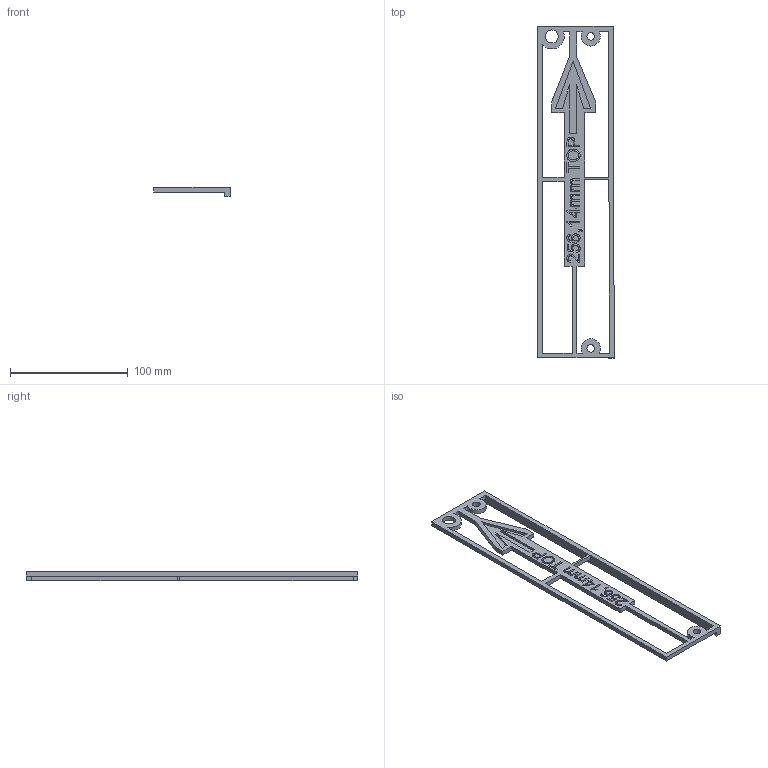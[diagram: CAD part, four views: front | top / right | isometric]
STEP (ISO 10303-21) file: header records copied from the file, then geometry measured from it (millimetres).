
FILE_DESCRIPTION(('HOOPS Exchange Step'),'2;1');
FILE_NAME('temp_export','2024-06-09T18:07:01+02:00',('Hacked'),('Shapr3D Limited'),'HOOPS Exchange 2024.2','Shapr3D','Authorized');
FILE_SCHEMA( ('AUTOMOTIVE_DESIGN { 1 0 10303 214 1 1 1 1 }') );
Length unit declared in the file: millimetre
Products named in the file (6): temp_import.step; root
Assembly tree (5 placements, depth 4):
  root
    temp_import.step
      temp_import.step
    temp_import.step
      temp_import.step
        temp_import.step
Bounding box: 64.99 x 282 x 8 mm (x, y, z)
Volume: 31326.9 mm3; surface area: 26604.6 mm2
Topology: 1 solids, 1 shells, 233 faces, 657 edges, 440 vertices
Faces by surface type: plane 139, bspline 85, cylinder 9
Full cylindrical faces by diameter (mm): 6.4 x2, 11 x1
Entity records: 8880 total; most frequent: CARTESIAN_POINT 3209, ORIENTED_EDGE 1314, DIRECTION 819, EDGE_CURVE 657, VECTOR 463, LINE 463, VERTEX_POINT 440, EDGE_LOOP 261
